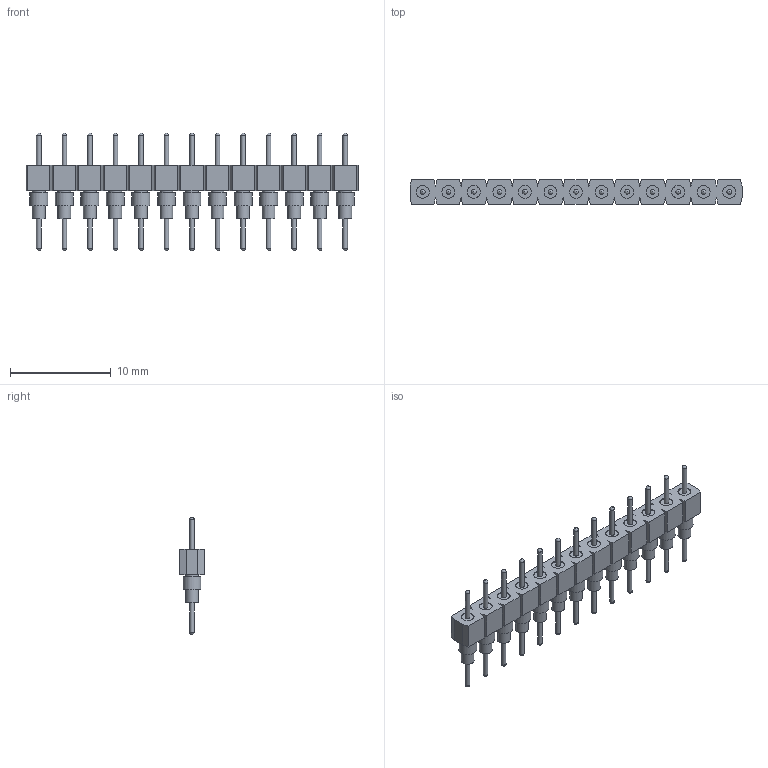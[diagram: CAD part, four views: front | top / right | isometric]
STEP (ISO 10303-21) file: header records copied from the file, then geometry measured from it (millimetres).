
FILE_DESCRIPTION(('FreeCAD Model'),'2;1');
FILE_NAME('Open CASCADE Shape Model','2025-01-12T11:56:27',(''),(''), 'Open CASCADE STEP processor 7.8','FreeCAD','Unknown');
FILE_SCHEMA(('AUTOMOTIVE_DESIGN { 1 0 10303 214 1 1 1 1 }'));
Length unit declared in the file: millimetre
Products named in the file (14): BBS-113-G-A_pins012; BBS-113-G-A_socket; BBS-113-G-A_pins; BBS-113-G-A_pins001; BBS-113-G-A_pins002; BBS-113-G-A_pins003; BBS-113-G-A_pins004; BBS-113-G-A_pins005; BBS-113-G-A_pins006; BBS-113-G-A_pins007; BBS-113-G-A_pins008; BBS-113-G-A_pins009; BBS-113-G-A_pins010; BBS-113-G-A_pins011
Bounding box: 33.02 x 2.44 x 11.68 mm (x, y, z)
Volume: 275.6 mm3; surface area: 971.6 mm2
Topology: 14 solids, 14 shells, 238 faces, 565 edges, 381 vertices
Faces by surface type: plane 134, cylinder 78, sphere 26
Full cylindrical faces by diameter (mm): 0.457 x26, 1.27 x39, 1.778 x13
Entity records: 7106 total; most frequent: CARTESIAN_POINT 1367, DIRECTION 1108, ORIENTED_EDGE 1078, EDGE_CURVE 539, AXIS2_PLACEMENT_3D 434, VERTEX_POINT 381, FACE_BOUND 316, EDGE_LOOP 316
